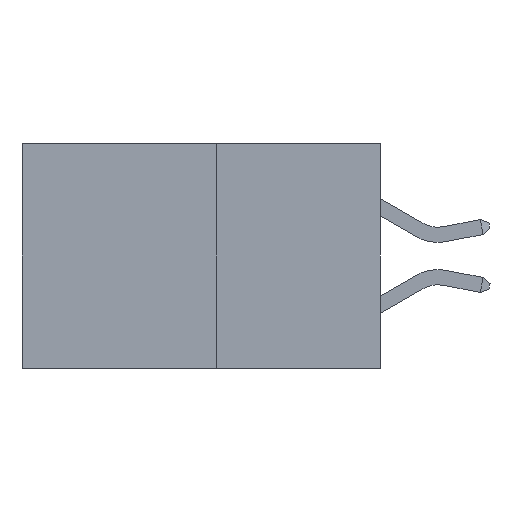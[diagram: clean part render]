
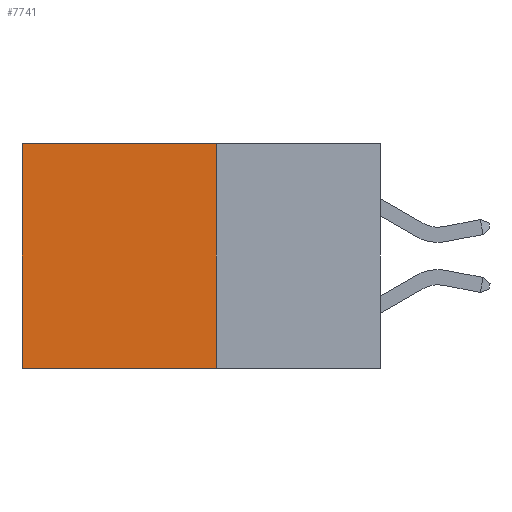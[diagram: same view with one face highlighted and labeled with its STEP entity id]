
A CAD part, left-side view. The second image highlights one B-rep face of the part: STEP entity #7741.
In plain terms, the highlighted planar face has unit normal (-1, 0, 0).
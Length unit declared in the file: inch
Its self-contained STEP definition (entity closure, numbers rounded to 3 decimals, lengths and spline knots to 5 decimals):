
#335 = ORIENTED_EDGE ( 'NONE', *, *, #14715, .T. ) ;
#490 = CARTESIAN_POINT ( 'NONE',  ( 0.277, 0.59, -0.37 ) ) ;
#673 = VERTEX_POINT ( 'NONE', #7769 ) ;
#902 = CARTESIAN_POINT ( 'NONE',  ( 0.277, 0.27, -0.37 ) ) ;
#923 = DIRECTION ( 'NONE',  ( 0., 0., -1. ) ) ;
#978 = VERTEX_POINT ( 'NONE', #13168 ) ;
#987 = DIRECTION ( 'NONE',  ( 0., 0., -1. ) ) ;
#1017 = DIRECTION ( 'NONE',  ( 1., 0., 0. ) ) ;
#1164 = EDGE_CURVE ( 'NONE', #1264, #6494, #18937, .T. ) ;
#1264 = VERTEX_POINT ( 'NONE', #10626 ) ;
#1828 = ORIENTED_EDGE ( 'NONE', *, *, #9708, .T. ) ;
#2131 = DIRECTION ( 'NONE',  ( 0., 0., -1. ) ) ;
#2387 = EDGE_LOOP ( 'NONE', ( #335, #15492, #7087, #1828 ) ) ;
#3666 = CARTESIAN_POINT ( 'NONE',  ( 0.277, 0.27, -0.37 ) ) ;
#4112 = PLANE ( 'NONE',  #15226 ) ;
#4614 = CARTESIAN_POINT ( 'NONE',  ( 0.277, 0.27, -0.37 ) ) ;
#5748 = DIRECTION ( 'NONE',  ( 0., 1., 0. ) ) ;
#6494 = VERTEX_POINT ( 'NONE', #19224 ) ;
#6517 = LINE ( 'NONE', #902, #18633 ) ;
#7087 = ORIENTED_EDGE ( 'NONE', *, *, #1164, .F. ) ;
#7684 = CARTESIAN_POINT ( 'NONE',  ( 0.277, 0.27, 0. ) ) ;
#7741 = ADVANCED_FACE ( 'NONE', ( #15073 ), #4112, .F. ) ;
#7769 = CARTESIAN_POINT ( 'NONE',  ( 0.277, 0.59, -0.37 ) ) ;
#9356 = LINE ( 'NONE', #7684, #16980 ) ;
#9708 = EDGE_CURVE ( 'NONE', #1264, #978, #9356, .T. ) ;
#9949 = LINE ( 'NONE', #490, #17561 ) ;
#10108 = DIRECTION ( 'NONE',  ( 0., 1., 0. ) ) ;
#10626 = CARTESIAN_POINT ( 'NONE',  ( 0.277, 0.27, 0. ) ) ;
#13168 = CARTESIAN_POINT ( 'NONE',  ( 0.277, 0.59, 0. ) ) ;
#14715 = EDGE_CURVE ( 'NONE', #978, #673, #9949, .T. ) ;
#14954 = VECTOR ( 'NONE', #923, 39.37008 ) ;
#15073 = FACE_OUTER_BOUND ( 'NONE', #2387, .T. ) ;
#15226 = AXIS2_PLACEMENT_3D ( 'NONE', #4614, #1017, #987 ) ;
#15492 = ORIENTED_EDGE ( 'NONE', *, *, #17766, .F. ) ;
#16980 = VECTOR ( 'NONE', #10108, 39.37008 ) ;
#17561 = VECTOR ( 'NONE', #2131, 39.37008 ) ;
#17766 = EDGE_CURVE ( 'NONE', #6494, #673, #6517, .T. ) ;
#18633 = VECTOR ( 'NONE', #5748, 39.37008 ) ;
#18937 = LINE ( 'NONE', #3666, #14954 ) ;
#19224 = CARTESIAN_POINT ( 'NONE',  ( 0.277, 0.27, -0.37 ) ) ;
